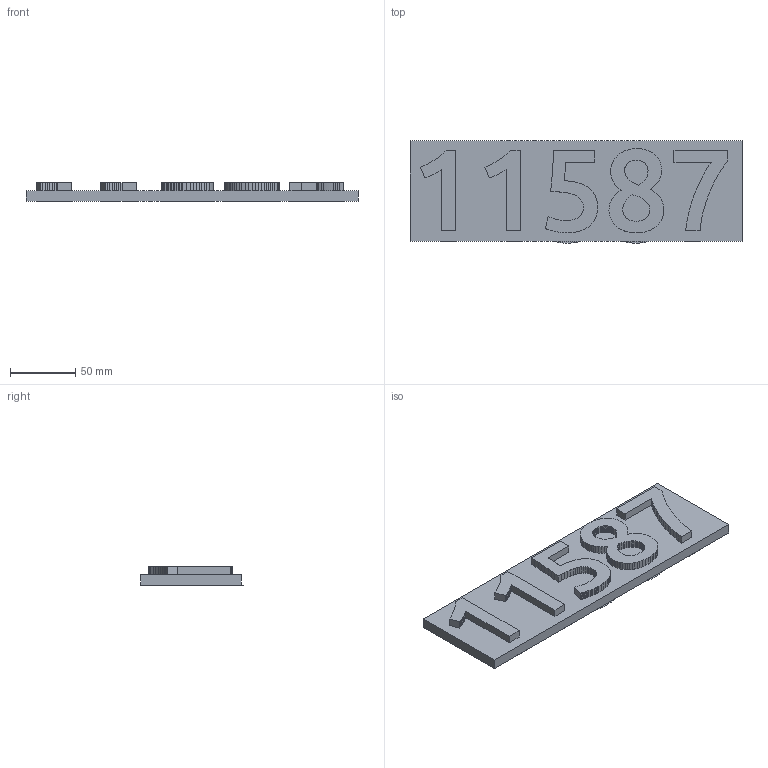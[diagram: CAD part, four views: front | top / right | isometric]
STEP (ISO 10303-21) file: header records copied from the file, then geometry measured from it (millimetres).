
FILE_DESCRIPTION(('FreeCAD Model'),'2;1');
FILE_NAME('TeamNumbersSans2.step','2018-01-30T22:03:19',('Author'),(''), 'Open CASCADE STEP processor 7.1','FreeCAD','Unknown');
FILE_SCHEMA(('AUTOMOTIVE_DESIGN { 1 0 10303 214 1 1 1 1 }'));
Length unit declared in the file: millimetre
Products named in the file (5): text; Group; cube; LinearExtrude; RefineLinearExtrude
Bounding box: 254 x 78.34 x 14 mm (x, y, z)
Surface area: 126422.6 mm2
Topology: 7 solids, 17 shells, 821 faces, 3152 edges, 2362 vertices
Faces by surface type: plane 821
Entity records: 71176 total; most frequent: CARTESIAN_POINT 12640, DIRECTION 9536, LINE 7892, VECTOR 7892, ORIENTED_EDGE 5522, PCURVE 5522, DEFINITIONAL_REPRESENTATION 5522, EDGE_CURVE 3152
